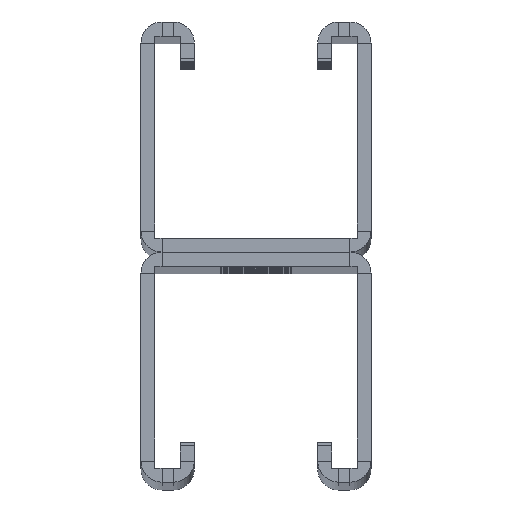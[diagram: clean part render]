
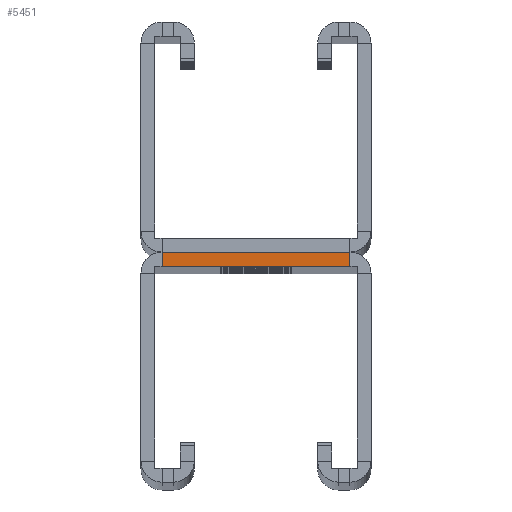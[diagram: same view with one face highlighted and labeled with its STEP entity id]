
A CAD part, top view. The second image highlights one B-rep face of the part: STEP entity #5451.
In plain terms, the highlighted planar face has unit normal (0, 0, 1).
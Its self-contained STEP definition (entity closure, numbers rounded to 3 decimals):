
#302 = VERTEX_POINT ( 'NONE', #33364 ) ;
#1017 = FACE_OUTER_BOUND ( 'NONE', #19867, .T. ) ;
#2132 = EDGE_CURVE ( 'NONE', #9040, #25317, #12878, .T. ) ;
#3665 = DIRECTION ( 'NONE',  ( -1., 0., 0. ) ) ;
#4993 = CARTESIAN_POINT ( 'NONE',  ( 16.75, 0., 0. ) ) ;
#5451 = ADVANCED_FACE ( 'NONE', ( #1017 ), #22671, .T. ) ;
#6627 = DIRECTION ( 'NONE',  ( 1., 0., 0. ) ) ;
#6646 = CARTESIAN_POINT ( 'NONE',  ( -16.75, 2.5, 0. ) ) ;
#6697 = CARTESIAN_POINT ( 'NONE',  ( 0., 2.5, 0. ) ) ;
#9040 = VERTEX_POINT ( 'NONE', #46353 ) ;
#10342 = EDGE_CURVE ( 'NONE', #39080, #302, #24540, .T. ) ;
#11103 = VECTOR ( 'NONE', #34294, 1000. ) ;
#12878 = LINE ( 'NONE', #33672, #32340 ) ;
#13972 = ORIENTED_EDGE ( 'NONE', *, *, #2132, .F. ) ;
#17378 = ORIENTED_EDGE ( 'NONE', *, *, #41299, .F. ) ;
#18029 = EDGE_CURVE ( 'NONE', #9040, #39080, #35294, .T. ) ;
#18080 = DIRECTION ( 'NONE',  ( 0., 0., 1. ) ) ;
#19867 = EDGE_LOOP ( 'NONE', ( #48658, #25740, #17378, #13972 ) ) ;
#21228 = VECTOR ( 'NONE', #25494, 1000. ) ;
#22671 = PLANE ( 'NONE',  #42211 ) ;
#24540 = LINE ( 'NONE', #33777, #11103 ) ;
#25317 = VERTEX_POINT ( 'NONE', #4993 ) ;
#25494 = DIRECTION ( 'NONE',  ( -1., 0., 0. ) ) ;
#25740 = ORIENTED_EDGE ( 'NONE', *, *, #10342, .T. ) ;
#31063 = VECTOR ( 'NONE', #3665, 1000. ) ;
#32340 = VECTOR ( 'NONE', #49276, 1000. ) ;
#33364 = CARTESIAN_POINT ( 'NONE',  ( -16.75, 0., 0. ) ) ;
#33672 = CARTESIAN_POINT ( 'NONE',  ( 16.75, 2.5, 0. ) ) ;
#33777 = CARTESIAN_POINT ( 'NONE',  ( -16.75, 2.5, 0. ) ) ;
#34294 = DIRECTION ( 'NONE',  ( 0., -1., 0. ) ) ;
#35294 = LINE ( 'NONE', #6697, #31063 ) ;
#35786 = LINE ( 'NONE', #49063, #21228 ) ;
#37404 = CARTESIAN_POINT ( 'NONE',  ( -14.75, 37.25, 0. ) ) ;
#39080 = VERTEX_POINT ( 'NONE', #6646 ) ;
#41299 = EDGE_CURVE ( 'NONE', #25317, #302, #35786, .T. ) ;
#42211 = AXIS2_PLACEMENT_3D ( 'NONE', #37404, #18080, #6627 ) ;
#46353 = CARTESIAN_POINT ( 'NONE',  ( 16.75, 2.5, 0. ) ) ;
#48658 = ORIENTED_EDGE ( 'NONE', *, *, #18029, .T. ) ;
#49063 = CARTESIAN_POINT ( 'NONE',  ( 0., 0., 0. ) ) ;
#49276 = DIRECTION ( 'NONE',  ( 0., -1., 0. ) ) ;
